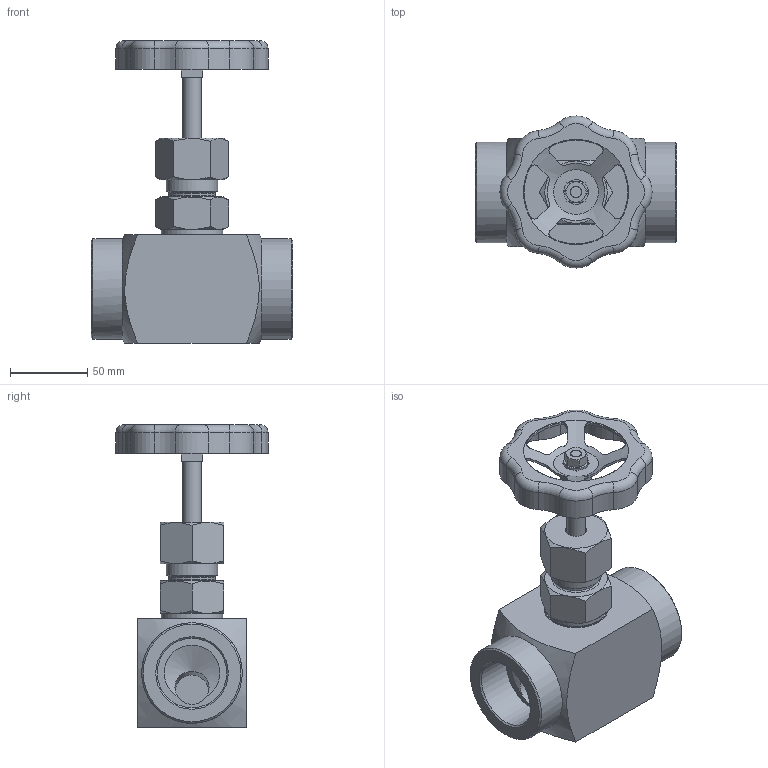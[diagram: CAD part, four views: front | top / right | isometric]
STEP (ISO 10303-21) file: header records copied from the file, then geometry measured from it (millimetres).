
FILE_DESCRIPTION( ( 'Unknown' ), '1' );
FILE_NAME( '1011012X.stp', 'Unknown', ( 'Peter Nanko' ), ( 'Armaturen Arndt' ), 'PSStep 14.0', 'Solid Edge ST4', ' ' );
FILE_SCHEMA( ( 'AUTOMOTIVE_DESIGN { 1 0 10303 214 1 1 1 1 }' ) );
Length unit declared in the file: millimetre
Products named in the file (1): 1
Bounding box: 130 x 98.3 x 195.37 mm (x, y, z)
Volume: 581909.3 mm3; surface area: 83388.2 mm2
Topology: 1 solids, 1 shells, 214 faces, 538 edges, 342 vertices
Faces by surface type: cylinder 82, plane 68, torus 34, cone 30
Full cylindrical faces by diameter (mm): 12 x1, 13 x1, 15.8 x1, 22 x2, 29.9 x1, 33.249 x1, 40 x1, 41 x1, 41.3 x1, 44.845 x2, 65 x2
Entity records: 9004 total; most frequent: CARTESIAN_POINT 2380, DIRECTION 1028, ORIENTED_EDGE 980, EDGE_CURVE 490, AXIS2_PLACEMENT_3D 437, VERTEX_POINT 327, EDGE_LOOP 279, FACE_OUTER_BOUND 230
